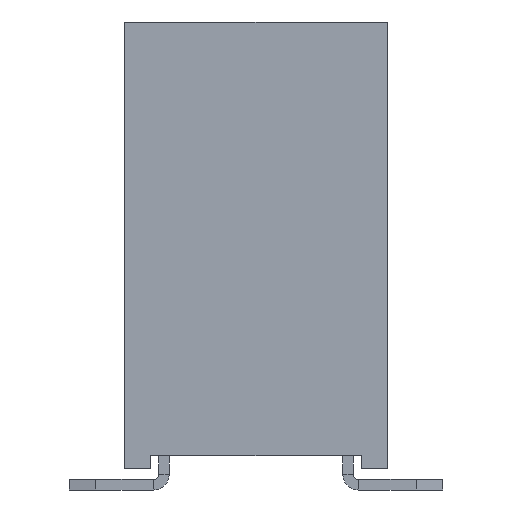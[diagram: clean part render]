
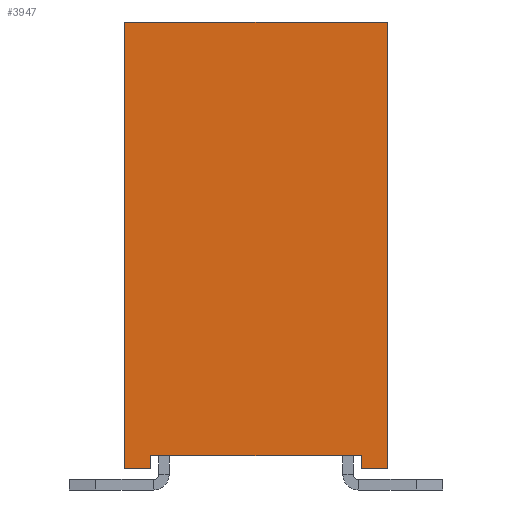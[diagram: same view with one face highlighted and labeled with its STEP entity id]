
A CAD part, left-side view. The second image highlights one B-rep face of the part: STEP entity #3947.
In plain terms, the highlighted planar face has unit normal (-1, 0, 0).
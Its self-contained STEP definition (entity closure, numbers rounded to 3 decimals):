
#495 = VERTEX_POINT('',#496);
#496 = CARTESIAN_POINT('',(-5.08,-2.5,
    0.4));
#513 = VERTEX_POINT('',#514);
#514 = CARTESIAN_POINT('',(-5.08,-2.5,
    8.9));
#520 = EDGE_CURVE('',#513,#495,#521,.T.);
#521 = LINE('',#522,#523);
#522 = CARTESIAN_POINT('',(-5.08,-2.5,
    8.9));
#523 = VECTOR('',#524,1.);
#524 = DIRECTION('',(-0.,-0.,-1.));
#1596 = VERTEX_POINT('',#1597);
#1597 = CARTESIAN_POINT('',(-5.08,2.5,
    8.9));
#1603 = EDGE_CURVE('',#1596,#513,#1604,.T.);
#1604 = LINE('',#1605,#1606);
#1605 = CARTESIAN_POINT('',(-5.08,2.5,
    8.9));
#1606 = VECTOR('',#1607,1.);
#1607 = DIRECTION('',(0.,-1.,0.));
#3696 = VERTEX_POINT('',#3697);
#3697 = CARTESIAN_POINT('',(-5.08,-2.,
    0.65));
#3703 = EDGE_CURVE('',#3696,#3704,#3706,.T.);
#3704 = VERTEX_POINT('',#3705);
#3705 = CARTESIAN_POINT('',(-5.08,2.,
    0.65));
#3706 = LINE('',#3707,#3708);
#3707 = CARTESIAN_POINT('',(-5.08,-2.,
    0.65));
#3708 = VECTOR('',#3709,1.);
#3709 = DIRECTION('',(0.,1.,0.));
#3905 = VERTEX_POINT('',#3906);
#3906 = CARTESIAN_POINT('',(-5.08,2.,
    0.4));
#3912 = EDGE_CURVE('',#3913,#3905,#3915,.T.);
#3913 = VERTEX_POINT('',#3914);
#3914 = CARTESIAN_POINT('',(-5.08,2.5,
    0.4));
#3915 = LINE('',#3916,#3917);
#3916 = CARTESIAN_POINT('',(-5.08,2.5,
    0.4));
#3917 = VECTOR('',#3918,1.);
#3918 = DIRECTION('',(0.,-1.,0.));
#3935 = EDGE_CURVE('',#1596,#3913,#3936,.T.);
#3936 = LINE('',#3937,#3938);
#3937 = CARTESIAN_POINT('',(-5.08,2.5,
    8.9));
#3938 = VECTOR('',#3939,1.);
#3939 = DIRECTION('',(-0.,-0.,-1.));
#3947 = ADVANCED_FACE('',(#3948),#3975,.F.);
#3948 = FACE_BOUND('',#3949,.T.);
#3949 = EDGE_LOOP('',(#3950,#3951,#3957,#3958,#3966,#3972,#3973,#3974));
#3950 = ORIENTED_EDGE('',*,*,#3912,.T.);
#3951 = ORIENTED_EDGE('',*,*,#3952,.F.);
#3952 = EDGE_CURVE('',#3704,#3905,#3953,.T.);
#3953 = LINE('',#3954,#3955);
#3954 = CARTESIAN_POINT('',(-5.08,2.,
    0.65));
#3955 = VECTOR('',#3956,1.);
#3956 = DIRECTION('',(-0.,-0.,-1.));
#3957 = ORIENTED_EDGE('',*,*,#3703,.F.);
#3958 = ORIENTED_EDGE('',*,*,#3959,.T.);
#3959 = EDGE_CURVE('',#3696,#3960,#3962,.T.);
#3960 = VERTEX_POINT('',#3961);
#3961 = CARTESIAN_POINT('',(-5.08,-2.,
    0.4));
#3962 = LINE('',#3963,#3964);
#3963 = CARTESIAN_POINT('',(-5.08,-2.,
    0.65));
#3964 = VECTOR('',#3965,1.);
#3965 = DIRECTION('',(-0.,-0.,-1.));
#3966 = ORIENTED_EDGE('',*,*,#3967,.T.);
#3967 = EDGE_CURVE('',#3960,#495,#3968,.T.);
#3968 = LINE('',#3969,#3970);
#3969 = CARTESIAN_POINT('',(-5.08,2.5,
    0.4));
#3970 = VECTOR('',#3971,1.);
#3971 = DIRECTION('',(0.,-1.,0.));
#3972 = ORIENTED_EDGE('',*,*,#520,.F.);
#3973 = ORIENTED_EDGE('',*,*,#1603,.F.);
#3974 = ORIENTED_EDGE('',*,*,#3935,.T.);
#3975 = PLANE('',#3976);
#3976 = AXIS2_PLACEMENT_3D('',#3977,#3978,#3979);
#3977 = CARTESIAN_POINT('',(-5.08,2.5,
    8.9));
#3978 = DIRECTION('',(1.,0.,0.));
#3979 = DIRECTION('',(0.,0.,-1.));
